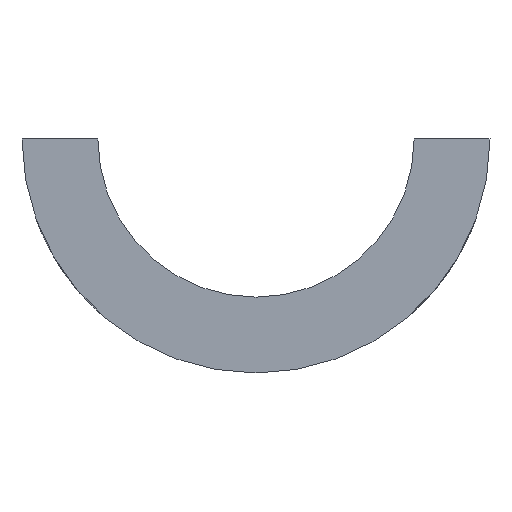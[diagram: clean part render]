
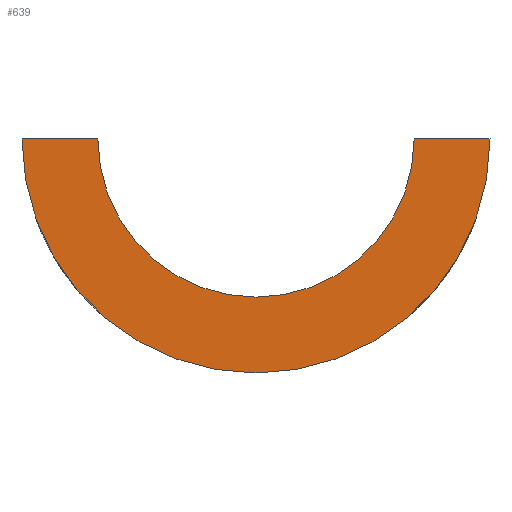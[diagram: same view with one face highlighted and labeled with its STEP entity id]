
A CAD part, front view. The second image highlights one B-rep face of the part: STEP entity #639.
In plain terms, the highlighted planar face has unit normal (0, -1, 0).
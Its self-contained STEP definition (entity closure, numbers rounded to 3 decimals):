
#24 = VERTEX_POINT ( 'NONE', #799 ) ;
#44 = CARTESIAN_POINT ( 'NONE',  ( -12.5, 0., 0. ) ) ;
#55 = CARTESIAN_POINT ( 'NONE',  ( 0., 0., 0. ) ) ;
#58 = AXIS2_PLACEMENT_3D ( 'NONE', #559, #683, #619 ) ;
#70 = CIRCLE ( 'NONE', #778, 12.5 ) ;
#101 = CIRCLE ( 'NONE', #558, 18.5 ) ;
#105 = ORIENTED_EDGE ( 'NONE', *, *, #482, .T. ) ;
#121 = DIRECTION ( 'NONE',  ( 0., 1., 0. ) ) ;
#153 = ORIENTED_EDGE ( 'NONE', *, *, #485, .F. ) ;
#162 = CARTESIAN_POINT ( 'NONE',  ( 0., 0., 0. ) ) ;
#184 = ORIENTED_EDGE ( 'NONE', *, *, #673, .F. ) ;
#206 = ORIENTED_EDGE ( 'NONE', *, *, #748, .F. ) ;
#239 = EDGE_LOOP ( 'NONE', ( #505, #105, #376, #206, #184, #153 ) ) ;
#260 = LINE ( 'NONE', #663, #487 ) ;
#274 = EDGE_CURVE ( 'NONE', #321, #584, #657, .T. ) ;
#285 = DIRECTION ( 'NONE',  ( 1., 0., 0. ) ) ;
#306 = VERTEX_POINT ( 'NONE', #339 ) ;
#321 = VERTEX_POINT ( 'NONE', #352 ) ;
#339 = CARTESIAN_POINT ( 'NONE',  ( 12.5, 0., 0. ) ) ;
#352 = CARTESIAN_POINT ( 'NONE',  ( 0., 0., -12.5 ) ) ;
#357 = DIRECTION ( 'NONE',  ( 1., 0., 0. ) ) ;
#359 = VECTOR ( 'NONE', #285, 1000. ) ;
#365 = EDGE_CURVE ( 'NONE', #306, #561, #504, .T. ) ;
#376 = ORIENTED_EDGE ( 'NONE', *, *, #274, .T. ) ;
#406 = AXIS2_PLACEMENT_3D ( 'NONE', #726, #647, #521 ) ;
#417 = DIRECTION ( 'NONE',  ( 0., 0., 1. ) ) ;
#430 = CARTESIAN_POINT ( 'NONE',  ( 0., 0., 0. ) ) ;
#431 = VERTEX_POINT ( 'NONE', #520 ) ;
#442 = CARTESIAN_POINT ( 'NONE',  ( 18.5, 0., 0. ) ) ;
#476 = CARTESIAN_POINT ( 'NONE',  ( 0., 0., 0. ) ) ;
#480 = DIRECTION ( 'NONE',  ( 0., 1., 0. ) ) ;
#482 = EDGE_CURVE ( 'NONE', #306, #321, #70, .T. ) ;
#483 = DIRECTION ( 'NONE',  ( 0., 0., 1. ) ) ;
#485 = EDGE_CURVE ( 'NONE', #561, #431, #563, .T. ) ;
#487 = VECTOR ( 'NONE', #357, 1000. ) ;
#504 = LINE ( 'NONE', #162, #359 ) ;
#505 = ORIENTED_EDGE ( 'NONE', *, *, #365, .F. ) ;
#515 = AXIS2_PLACEMENT_3D ( 'NONE', #476, #782, #417 ) ;
#520 = CARTESIAN_POINT ( 'NONE',  ( 0., 0., -18.5 ) ) ;
#521 = DIRECTION ( 'NONE',  ( 0., 0., 1. ) ) ;
#550 = DIRECTION ( 'NONE',  ( 0., 0., 1. ) ) ;
#558 = AXIS2_PLACEMENT_3D ( 'NONE', #55, #480, #483 ) ;
#559 = CARTESIAN_POINT ( 'NONE',  ( 0., 0., 0. ) ) ;
#561 = VERTEX_POINT ( 'NONE', #442 ) ;
#563 = CIRCLE ( 'NONE', #58, 18.5 ) ;
#584 = VERTEX_POINT ( 'NONE', #44 ) ;
#619 = DIRECTION ( 'NONE',  ( 0., 0., 1. ) ) ;
#639 = ADVANCED_FACE ( 'NONE', ( #743 ), #786, .F. ) ;
#647 = DIRECTION ( 'NONE',  ( 0., 1., 0. ) ) ;
#657 = CIRCLE ( 'NONE', #406, 12.5 ) ;
#663 = CARTESIAN_POINT ( 'NONE',  ( 0., 0., 0. ) ) ;
#673 = EDGE_CURVE ( 'NONE', #431, #24, #101, .T. ) ;
#683 = DIRECTION ( 'NONE',  ( 0., 1., 0. ) ) ;
#726 = CARTESIAN_POINT ( 'NONE',  ( 0., 0., 0. ) ) ;
#743 = FACE_OUTER_BOUND ( 'NONE', #239, .T. ) ;
#748 = EDGE_CURVE ( 'NONE', #24, #584, #260, .T. ) ;
#778 = AXIS2_PLACEMENT_3D ( 'NONE', #430, #121, #550 ) ;
#782 = DIRECTION ( 'NONE',  ( 0., 1., 0. ) ) ;
#786 = PLANE ( 'NONE',  #515 ) ;
#799 = CARTESIAN_POINT ( 'NONE',  ( -18.5, 0., 0. ) ) ;
